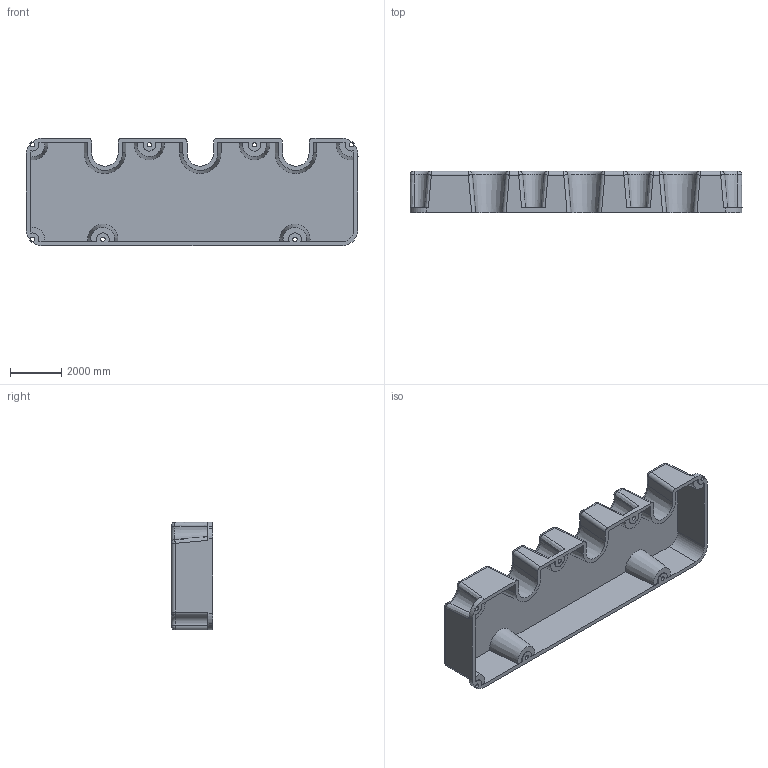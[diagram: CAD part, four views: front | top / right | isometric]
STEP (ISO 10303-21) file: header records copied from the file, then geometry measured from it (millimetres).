
FILE_DESCRIPTION((''),'2;1');
FILE_NAME('VALVES_COVER','2026-01-05T14:44:23',('H576696'),('Honeywell International Inc.'),'CREO PARAMETRIC BY PTC INC, 2023134','CREO PARAMETRIC BY PTC INC, 2023134','');
FILE_SCHEMA(('AUTOMOTIVE_DESIGN { 1 0 10303 214 1 1 1 1 }'));
Length unit declared in the file: inch
Products named in the file (1): VALVES_COVER
Bounding box: 12903.2 x 1612.9 x 4193.54 mm (x, y, z)
Volume: 17200150708 mm3; surface area: 219668928.7 mm2
Topology: 1 solids, 1 shells, 167 faces, 424 edges, 260 vertices
Faces by surface type: cylinder 59, plane 47, sphere 20, cone 18, bspline 12, torus 11
Entity records: 8083 total; most frequent: CARTESIAN_POINT 1431, DIRECTION 867, ORIENTED_EDGE 848, PRESENTATION_STYLE_ASSIGNMENT 592, STYLED_ITEM 592, CURVE_STYLE 424, EDGE_CURVE 424, AXIS2_PLACEMENT_3D 341
